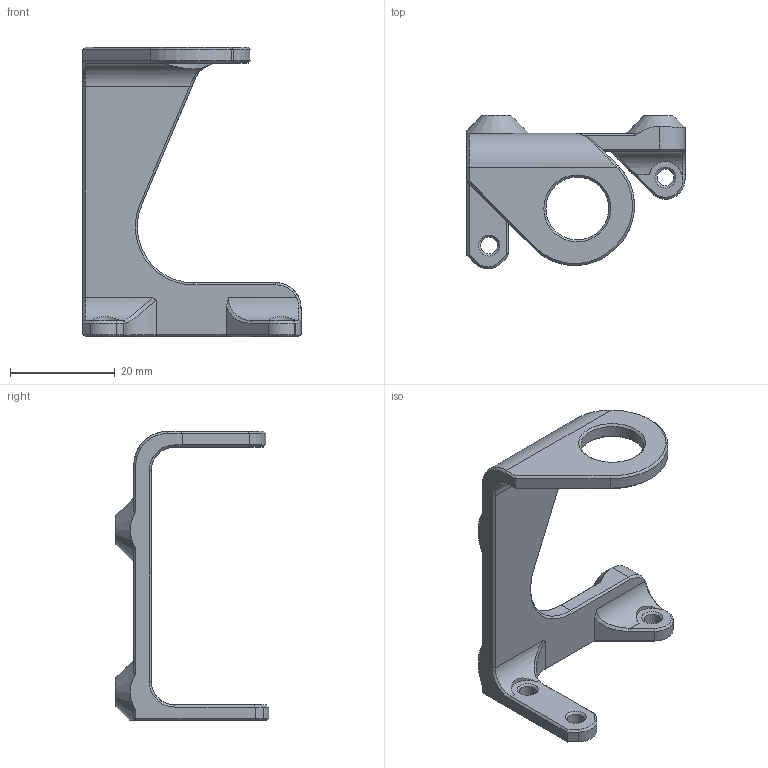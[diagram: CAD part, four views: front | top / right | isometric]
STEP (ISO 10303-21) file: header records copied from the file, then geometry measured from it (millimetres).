
FILE_DESCRIPTION(/* description */ (''),/* implementation_level */ '2;1');
FILE_NAME(/* name */ 'huvud_w_high_centered_m12x1.5_cable_gland.step',/* time_stamp */ '2022-01-29T20:08:14-05:00',/* author */ (''),/* organization */ (''),/* preprocessor_version */ 'ST-DEVELOPER v18.1',/* originating_system */ 'Autodesk Translation Framework v10.13.0.1454',/* authorisation */ '');
FILE_SCHEMA (('AUTOMOTIVE_DESIGN { 1 0 10303 214 3 1 1 }'));
Length unit declared in the file: millimetre
Products named in the file (1): mantis_v1.037a_huvud and umbilical mt A
Bounding box: 41.7 x 29.29 x 55.31 mm (x, y, z)
Volume: 6072.8 mm3; surface area: 4844.9 mm2
Topology: 1 solids, 1 shells, 142 faces, 351 edges, 214 vertices
Faces by surface type: plane 67, cone 30, cylinder 23, bspline 22
Full cylindrical faces by diameter (mm): 3.2 x3, 4.7 x3, 12 x1
Entity records: 4719 total; most frequent: CARTESIAN_POINT 1523, ORIENTED_EDGE 702, DIRECTION 584, EDGE_CURVE 351, VERTEX_POINT 214, AXIS2_PLACEMENT_3D 196, LINE 192, VECTOR 192
